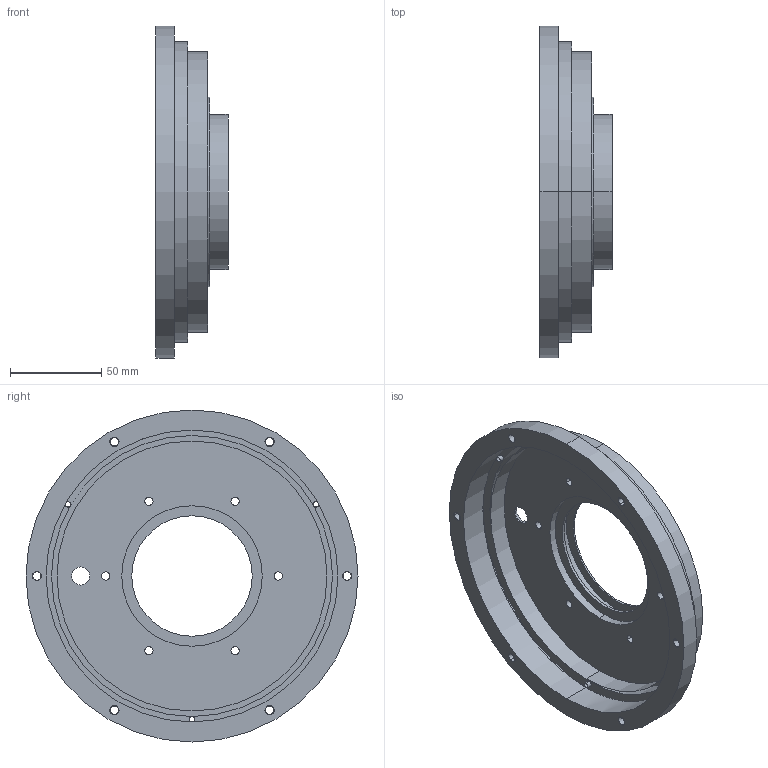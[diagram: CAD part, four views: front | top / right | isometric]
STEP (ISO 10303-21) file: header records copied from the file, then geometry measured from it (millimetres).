
FILE_DESCRIPTION((''),'2;1');
FILE_NAME('3-013','2022-01-09T15:18:01',('Y'),('FoxCAVITY'),'CREO PARAMETRIC BY PTC INC, 2020454','CREO PARAMETRIC BY PTC INC, 2020454','');
FILE_SCHEMA(('CONFIG_CONTROL_DESIGN'));
Length unit declared in the file: millimetre
Products named in the file (1): 3-013
Bounding box: 39.5 x 182 x 182 mm (x, y, z)
Volume: 144674.8 mm3; surface area: 83006.9 mm2
Topology: 1 solids, 7 shells, 83 faces, 215 edges, 138 vertices
Faces by surface type: cylinder 68, plane 14, torus 1
Entity records: 2701 total; most frequent: DIRECTION 526, CARTESIAN_POINT 437, ORIENTED_EDGE 406, AXIS2_PLACEMENT_3D 227, EDGE_CURVE 215, CIRCLE 143, VERTEX_POINT 138, EDGE_LOOP 121
